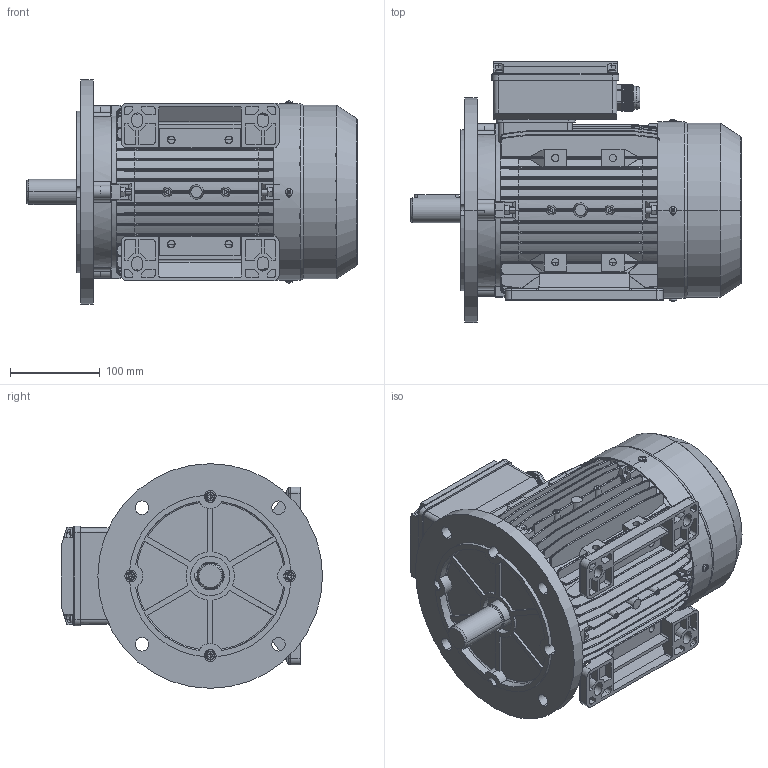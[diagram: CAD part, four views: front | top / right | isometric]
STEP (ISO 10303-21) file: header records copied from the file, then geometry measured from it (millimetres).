
FILE_DESCRIPTION (( 'STEP AP203' ), '1' );
FILE_NAME ('MY100L1 B35.STEP', '2016-03-03T01:54:15', ( 'USER' ), ( 'MS' ), 'SwSTEP 2.0', 'SolidWorks 2008', '' );
FILE_SCHEMA (( 'CONFIG_CONTROL_DESIGN' ));
Length unit declared in the file: millimetre
Products named in the file (14): Cross recessed thread forming screws GB_GB_CROSS_SCREWS_TYPE138 M4X10-N; 100S机壳_默认; 100S转轴_默认; Hexagon nuts grade C GB_GB_FASTENER_NUT_SNC1 M6-N; 100 B5盖_默认; MY100L1 B35; 100后端盖_默认; 100风罩_默认; 80-100出线螺套_默认; y2风叶100#_默认; Hexagon socket head cap screws GB_GB_FASTENER_SCREWS_HSHCS M6X35-N; 100底脚_默认; my80-100接线盒座_默认; my80-100接线盒盖_默认
Assembly tree (35 placements, depth 2):
  MY100L1 B35
    100后端盖_默认
    Hexagon nuts grade C GB_GB_FASTENER_NUT_SNC1 M6-N  x8
    Hexagon socket head cap screws GB_GB_FASTENER_SCREWS_HSHCS M6X35-N  x8
    Cross recessed thread forming screws GB_GB_CROSS_SCREWS_TYPE138 M4X10-N  x8
    my80-100接线盒座_默认
    100 B5盖_默认
    100S机壳_默认
    y2风叶100#_默认
    100底脚_默认  x2
    my80-100接线盒盖_默认
    100S转轴_默认
    100风罩_默认
    80-100出线螺套_默认
Bounding box: 368 x 290.5 x 250 mm (x, y, z)
Volume: 2170728.6 mm3; surface area: 1149149.8 mm2
Topology: 35 solids, 35 shells, 4321 faces, 11317 edges, 7098 vertices
Faces by surface type: plane 2314, cylinder 1306, cone 233, bspline 210, torus 130, sphere 128
Entity records: 128026 total; most frequent: CARTESIAN_POINT 35769, ORIENTED_EDGE 19642, DIRECTION 17647, EDGE_CURVE 9821, VERTEX_POINT 6187, VECTOR 5923, LINE 5923, AXIS2_PLACEMENT_3D 5862
